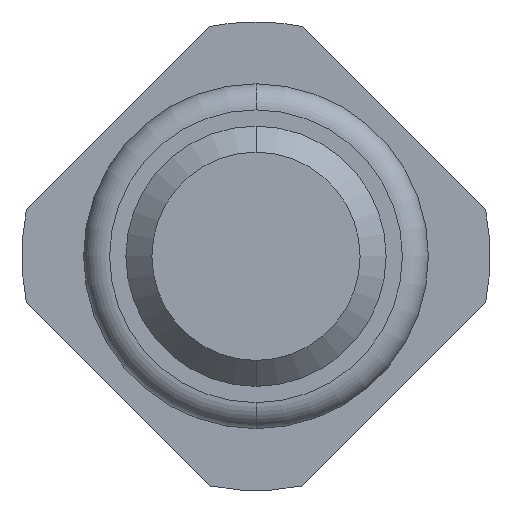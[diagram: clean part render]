
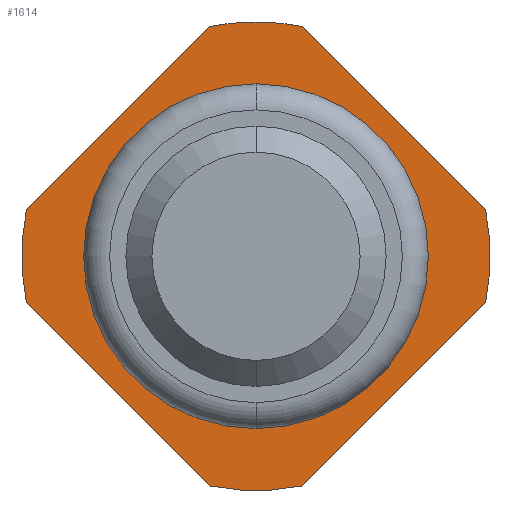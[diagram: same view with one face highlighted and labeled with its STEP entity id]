
A CAD part, front view. The second image highlights one B-rep face of the part: STEP entity #1614.
In plain terms, the highlighted planar face has unit normal (0, -1, 0).
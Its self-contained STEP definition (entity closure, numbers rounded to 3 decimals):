
#54 = LINE ( 'NONE', #3282, #4018 ) ;
#68 = AXIS2_PLACEMENT_3D ( 'NONE', #4048, #620, #3652 ) ;
#125 = ORIENTED_EDGE ( 'NONE', *, *, #782, .F. ) ;
#134 = VERTEX_POINT ( 'NONE', #141 ) ;
#141 = CARTESIAN_POINT ( 'NONE',  ( -1.764, -2., 0.357 ) ) ;
#168 = PLANE ( 'NONE',  #1114 ) ;
#207 = CARTESIAN_POINT ( 'NONE',  ( 0.357, -2., 1.764 ) ) ;
#254 = DIRECTION ( 'NONE',  ( 0., 1., 0. ) ) ;
#269 = DIRECTION ( 'NONE',  ( 0., 0., 1. ) ) ;
#306 = AXIS2_PLACEMENT_3D ( 'NONE', #3834, #746, #4173 ) ;
#392 = EDGE_CURVE ( 'Defeature ausgef�hrt2_3+Defeature ausgef�hrt2_0+Defeature ausgef�hrt2_16+Defeature ausgef�hrt2_17', #2806, #134, #3858, .T. ) ;
#450 = CARTESIAN_POINT ( 'NONE',  ( -0.161, -2., -1.961 ) ) ;
#467 = DIRECTION ( 'NONE',  ( 0.707, 0., -0.707 ) ) ;
#486 = CARTESIAN_POINT ( 'NONE',  ( 0., -2., 0. ) ) ;
#521 = VERTEX_POINT ( 'NONE', #4201 ) ;
#620 = DIRECTION ( 'NONE',  ( 0., 1., 0. ) ) ;
#724 = ORIENTED_EDGE ( 'NONE', *, *, #2270, .F. ) ;
#731 = ORIENTED_EDGE ( 'NONE', *, *, #808, .F. ) ;
#746 = DIRECTION ( 'NONE',  ( 0., 1., 0. ) ) ;
#782 = EDGE_CURVE ( 'Defeature ausgef�hrt2_18+Defeature ausgef�hrt2_0+Defeature ausgef�hrt2_2+Defeature ausgef�hrt2_1', #3049, #1376, #3487, .T. ) ;
#808 = EDGE_CURVE ( 'Defeature ausgef�hrt2_2+Defeature ausgef�hrt2_0+Defeature ausgef�hrt2_17+Defeature ausgef�hrt2_18', #2602, #3049, #3650, .T. ) ;
#837 = DIRECTION ( 'NONE',  ( 0., 1., 0. ) ) ;
#887 = VERTEX_POINT ( 'NONE', #2570 ) ;
#961 = DIRECTION ( 'NONE',  ( 0., 1., 0. ) ) ;
#1114 = AXIS2_PLACEMENT_3D ( 'NONE', #1644, #961, #3334 ) ;
#1125 = CIRCLE ( 'NONE', #1887, 1.325 ) ;
#1130 = CARTESIAN_POINT ( 'NONE',  ( 0., -2., 0. ) ) ;
#1263 = EDGE_LOOP ( 'NONE', ( #125, #731, #724, #2754, #3949, #3488, #3089, #2252, #2781 ) ) ;
#1376 = VERTEX_POINT ( 'NONE', #2783 ) ;
#1386 = CIRCLE ( 'NONE', #4070, 1.8 ) ;
#1389 = VECTOR ( 'NONE', #1907, 1000. ) ;
#1396 = AXIS2_PLACEMENT_3D ( 'NONE', #1130, #3195, #3801 ) ;
#1399 = CARTESIAN_POINT ( 'NONE',  ( 0., -2., -1.325 ) ) ;
#1446 = FACE_OUTER_BOUND ( 'NONE', #1263, .T. ) ;
#1454 = AXIS2_PLACEMENT_3D ( 'NONE', #1964, #254, #4371 ) ;
#1565 = DIRECTION ( 'NONE',  ( 0., 0., 1. ) ) ;
#1574 = DIRECTION ( 'NONE',  ( 0.707, 0., 0.707 ) ) ;
#1614 = ADVANCED_FACE ( 'Defeature ausgef�hrt2_0', ( #1875, #1446 ), #168, .F. ) ;
#1640 = CARTESIAN_POINT ( 'NONE',  ( 0., -2., 0. ) ) ;
#1644 = CARTESIAN_POINT ( 'NONE',  ( 1.8, -2., 0. ) ) ;
#1698 = LINE ( 'NONE', #450, #3259 ) ;
#1769 = CARTESIAN_POINT ( 'NONE',  ( -1.764, -2., -0.357 ) ) ;
#1814 = CIRCLE ( 'NONE', #306, 1.325 ) ;
#1875 = FACE_BOUND ( 'NONE', #3042, .T. ) ;
#1887 = AXIS2_PLACEMENT_3D ( 'NONE', #1640, #2958, #3678 ) ;
#1907 = DIRECTION ( 'NONE',  ( -0.707, 0., -0.707 ) ) ;
#1955 = VERTEX_POINT ( 'NONE', #2174 ) ;
#1964 = CARTESIAN_POINT ( 'NONE',  ( 0., -2., 0. ) ) ;
#1995 = EDGE_CURVE ( 'Defeature ausgef�hrt2_17+Defeature ausgef�hrt2_0+Defeature ausgef�hrt2_3+Defeature ausgef�hrt2_2', #134, #521, #54, .T. ) ;
#2069 = ORIENTED_EDGE ( 'NONE', *, *, #3554, .T. ) ;
#2174 = CARTESIAN_POINT ( 'NONE',  ( 1.764, -2., -0.357 ) ) ;
#2192 = VERTEX_POINT ( 'NONE', #2703 ) ;
#2195 = DIRECTION ( 'NONE',  ( -0.707, 0., 0.707 ) ) ;
#2252 = ORIENTED_EDGE ( 'NONE', *, *, #2935, .F. ) ;
#2270 = EDGE_CURVE ( 'Defeature ausgef�hrt2_2+Defeature ausgef�hrt2_0+Defeature ausgef�hrt2_17+Defeature ausgef�hrt2_18', #521, #2602, #2530, .T. ) ;
#2530 = CIRCLE ( 'NONE', #1454, 1.8 ) ;
#2570 = CARTESIAN_POINT ( 'NONE',  ( 0.357, -2., -1.764 ) ) ;
#2602 = VERTEX_POINT ( 'NONE', #2994 ) ;
#2641 = LINE ( 'NONE', #3975, #1389 ) ;
#2679 = VERTEX_POINT ( 'NONE', #1399 ) ;
#2682 = CIRCLE ( 'NONE', #3709, 1.8 ) ;
#2694 = CARTESIAN_POINT ( 'NONE',  ( 0., -2., 0. ) ) ;
#2703 = CARTESIAN_POINT ( 'NONE',  ( 0., -2., 1.325 ) ) ;
#2754 = ORIENTED_EDGE ( 'NONE', *, *, #1995, .F. ) ;
#2781 = ORIENTED_EDGE ( 'NONE', *, *, #3749, .F. ) ;
#2783 = CARTESIAN_POINT ( 'NONE',  ( 1.764, -2., 0.357 ) ) ;
#2806 = VERTEX_POINT ( 'NONE', #1769 ) ;
#2821 = CARTESIAN_POINT ( 'NONE',  ( -0.357, -2., -1.764 ) ) ;
#2935 = EDGE_CURVE ( 'Defeature ausgef�hrt2_15+Defeature ausgef�hrt2_0+Defeature ausgef�hrt2_1+Defeature ausgef�hrt2_4', #1955, #887, #2641, .T. ) ;
#2958 = DIRECTION ( 'NONE',  ( 0., 1., 0. ) ) ;
#2994 = CARTESIAN_POINT ( 'NONE',  ( 0., -2., 1.8 ) ) ;
#3031 = DIRECTION ( 'NONE',  ( 0., 1., 0. ) ) ;
#3042 = EDGE_LOOP ( 'NONE', ( #3890, #2069 ) ) ;
#3049 = VERTEX_POINT ( 'NONE', #207 ) ;
#3057 = EDGE_CURVE ( 'Defeature ausgef�hrt2_4+Defeature ausgef�hrt2_0+Defeature ausgef�hrt2_15+Defeature ausgef�hrt2_16', #887, #3299, #1386, .T. ) ;
#3089 = ORIENTED_EDGE ( 'NONE', *, *, #3057, .F. ) ;
#3163 = CARTESIAN_POINT ( 'NONE',  ( 1.961, -2., 0.161 ) ) ;
#3195 = DIRECTION ( 'NONE',  ( 0., 1., 0. ) ) ;
#3259 = VECTOR ( 'NONE', #2195, 1000. ) ;
#3282 = CARTESIAN_POINT ( 'NONE',  ( -0.161, -2., 1.961 ) ) ;
#3299 = VERTEX_POINT ( 'NONE', #2821 ) ;
#3334 = DIRECTION ( 'NONE',  ( 0., 0., 1. ) ) ;
#3337 = VECTOR ( 'NONE', #467, 1000. ) ;
#3487 = LINE ( 'NONE', #3163, #3337 ) ;
#3488 = ORIENTED_EDGE ( 'NONE', *, *, #3839, .F. ) ;
#3554 = EDGE_CURVE ( 'Defeature ausgef�hrt2_0+Defeature ausgef�hrt2_12+Defeature ausgef�hrt2_12+Defeature ausgef�hrt2_12', #2679, #2192, #1814, .T. ) ;
#3650 = CIRCLE ( 'NONE', #1396, 1.8 ) ;
#3652 = DIRECTION ( 'NONE',  ( 0., 0., 1. ) ) ;
#3678 = DIRECTION ( 'NONE',  ( 0., 0., 1. ) ) ;
#3709 = AXIS2_PLACEMENT_3D ( 'NONE', #2694, #3031, #269 ) ;
#3749 = EDGE_CURVE ( 'Defeature ausgef�hrt2_1+Defeature ausgef�hrt2_0+Defeature ausgef�hrt2_18+Defeature ausgef�hrt2_15', #1376, #1955, #2682, .T. ) ;
#3801 = DIRECTION ( 'NONE',  ( 0., 0., 1. ) ) ;
#3834 = CARTESIAN_POINT ( 'NONE',  ( 0., -2., 0. ) ) ;
#3839 = EDGE_CURVE ( 'Defeature ausgef�hrt2_16+Defeature ausgef�hrt2_0+Defeature ausgef�hrt2_4+Defeature ausgef�hrt2_3', #3299, #2806, #1698, .T. ) ;
#3858 = CIRCLE ( 'NONE', #68, 1.8 ) ;
#3890 = ORIENTED_EDGE ( 'NONE', *, *, #3998, .T. ) ;
#3949 = ORIENTED_EDGE ( 'NONE', *, *, #392, .F. ) ;
#3975 = CARTESIAN_POINT ( 'NONE',  ( 1.961, -2., -0.161 ) ) ;
#3998 = EDGE_CURVE ( 'Defeature ausgef�hrt2_0+Defeature ausgef�hrt2_12+Defeature ausgef�hrt2_12+Defeature ausgef�hrt2_12', #2192, #2679, #1125, .T. ) ;
#4018 = VECTOR ( 'NONE', #1574, 1000. ) ;
#4048 = CARTESIAN_POINT ( 'NONE',  ( 0., -2., 0. ) ) ;
#4070 = AXIS2_PLACEMENT_3D ( 'NONE', #486, #837, #1565 ) ;
#4173 = DIRECTION ( 'NONE',  ( 0., 0., 1. ) ) ;
#4201 = CARTESIAN_POINT ( 'NONE',  ( -0.357, -2., 1.764 ) ) ;
#4371 = DIRECTION ( 'NONE',  ( 0., 0., 1. ) ) ;
